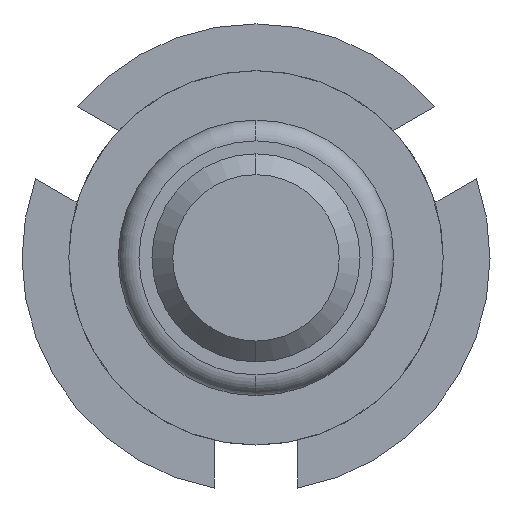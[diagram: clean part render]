
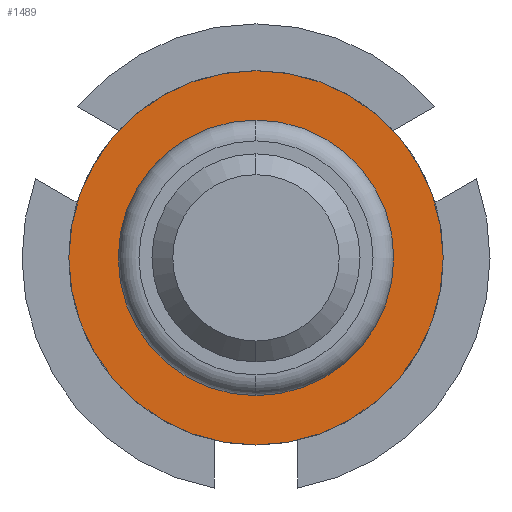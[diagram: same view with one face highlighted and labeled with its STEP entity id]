
A CAD part, front view. The second image highlights one B-rep face of the part: STEP entity #1489.
In plain terms, the highlighted planar face has unit normal (0, -1, 0).
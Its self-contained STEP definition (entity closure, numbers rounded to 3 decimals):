
#101 = DIRECTION ( 'NONE',  ( 0., 1., 0. ) ) ;
#135 = CARTESIAN_POINT ( 'NONE',  ( 0., -1.8, 1.8 ) ) ;
#364 = CARTESIAN_POINT ( 'NONE',  ( 1.8, -1.8, 0. ) ) ;
#772 = DIRECTION ( 'NONE',  ( 0., 0., 1. ) ) ;
#779 = AXIS2_PLACEMENT_3D ( 'NONE', #1018, #3402, #2212 ) ;
#783 = CARTESIAN_POINT ( 'NONE',  ( 0., -1.8, -1.325 ) ) ;
#902 = DIRECTION ( 'NONE',  ( 0., 0., 1. ) ) ;
#951 = AXIS2_PLACEMENT_3D ( 'NONE', #364, #5084, #772 ) ;
#1018 = CARTESIAN_POINT ( 'NONE',  ( 0., -1.8, 0. ) ) ;
#1109 = ORIENTED_EDGE ( 'NONE', *, *, #3925, .F. ) ;
#1192 = CIRCLE ( 'NONE', #3280, 1.8 ) ;
#1308 = FACE_BOUND ( 'NONE', #3710, .T. ) ;
#1339 = AXIS2_PLACEMENT_3D ( 'NONE', #3624, #101, #4016 ) ;
#1396 = VERTEX_POINT ( 'NONE', #3859 ) ;
#1489 = ADVANCED_FACE ( 'Defeature ausgef�hrt3_13', ( #1558, #1308 ), #1580, .F. ) ;
#1535 = VERTEX_POINT ( 'NONE', #5101 ) ;
#1558 = FACE_OUTER_BOUND ( 'NONE', #5046, .T. ) ;
#1580 = PLANE ( 'NONE',  #951 ) ;
#1856 = EDGE_CURVE ( 'Defeature ausgef�hrt3_13+Defeature ausgef�hrt3_14+Defeature ausgef�hrt3_14+Defeature ausgef�hrt3_14', #1535, #2338, #3507, .T. ) ;
#1928 = VERTEX_POINT ( 'NONE', #135 ) ;
#2212 = DIRECTION ( 'NONE',  ( 0., 0., 1. ) ) ;
#2338 = VERTEX_POINT ( 'NONE', #783 ) ;
#2459 = DIRECTION ( 'NONE',  ( 0., 1., 0. ) ) ;
#2610 = DIRECTION ( 'NONE',  ( 0., 1., 0. ) ) ;
#2801 = ORIENTED_EDGE ( 'NONE', *, *, #1856, .T. ) ;
#3000 = DIRECTION ( 'NONE',  ( 0., 0., 1. ) ) ;
#3222 = CIRCLE ( 'NONE', #4664, 1.325 ) ;
#3279 = CARTESIAN_POINT ( 'NONE',  ( 0., -1.8, 0. ) ) ;
#3280 = AXIS2_PLACEMENT_3D ( 'NONE', #3279, #2459, #902 ) ;
#3402 = DIRECTION ( 'NONE',  ( 0., 1., 0. ) ) ;
#3420 = CARTESIAN_POINT ( 'NONE',  ( 0., -1.8, 0. ) ) ;
#3507 = CIRCLE ( 'NONE', #779, 1.325 ) ;
#3624 = CARTESIAN_POINT ( 'NONE',  ( 0., -1.8, 0. ) ) ;
#3662 = EDGE_CURVE ( 'Defeature ausgef�hrt3_12+Defeature ausgef�hrt3_13+Defeature ausgef�hrt3_13+Defeature ausgef�hrt3_13', #1928, #1396, #3915, .T. ) ;
#3710 = EDGE_LOOP ( 'NONE', ( #2801, #4610 ) ) ;
#3788 = EDGE_CURVE ( 'Defeature ausgef�hrt3_13+Defeature ausgef�hrt3_14+Defeature ausgef�hrt3_14+Defeature ausgef�hrt3_14', #2338, #1535, #3222, .T. ) ;
#3859 = CARTESIAN_POINT ( 'NONE',  ( 0., -1.8, -1.8 ) ) ;
#3915 = CIRCLE ( 'NONE', #1339, 1.8 ) ;
#3925 = EDGE_CURVE ( 'Defeature ausgef�hrt3_12+Defeature ausgef�hrt3_13+Defeature ausgef�hrt3_13+Defeature ausgef�hrt3_13', #1396, #1928, #1192, .T. ) ;
#4016 = DIRECTION ( 'NONE',  ( 0., 0., 1. ) ) ;
#4422 = ORIENTED_EDGE ( 'NONE', *, *, #3662, .F. ) ;
#4610 = ORIENTED_EDGE ( 'NONE', *, *, #3788, .T. ) ;
#4664 = AXIS2_PLACEMENT_3D ( 'NONE', #3420, #2610, #3000 ) ;
#5046 = EDGE_LOOP ( 'NONE', ( #4422, #1109 ) ) ;
#5084 = DIRECTION ( 'NONE',  ( 0., 1., 0. ) ) ;
#5101 = CARTESIAN_POINT ( 'NONE',  ( 0., -1.8, 1.325 ) ) ;
